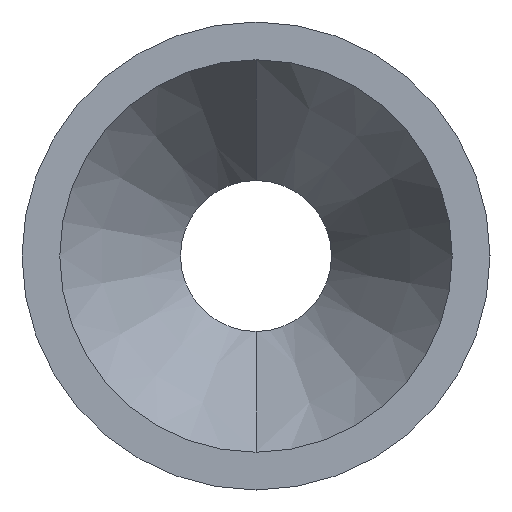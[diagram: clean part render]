
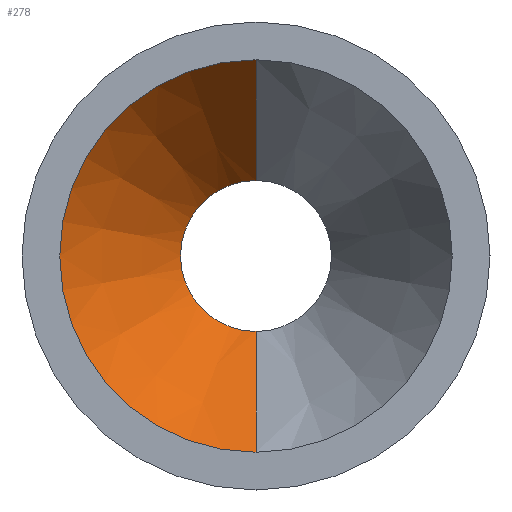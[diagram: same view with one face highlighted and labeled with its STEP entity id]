
A CAD part, front view. The second image highlights one B-rep face of the part: STEP entity #278.
In plain terms, the highlighted conical face has half-angle 30.964 degrees and reference radius 1.3 mm.
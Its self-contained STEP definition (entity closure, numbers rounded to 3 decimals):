
#23 = EDGE_CURVE ( 'NONE', #330, #534, #282, .T. ) ;
#28 = DIRECTION ( 'NONE',  ( 0., 0., 1. ) ) ;
#66 = VERTEX_POINT ( 'NONE', #606 ) ;
#89 = CARTESIAN_POINT ( 'NONE',  ( 0., -2.5, 0. ) ) ;
#110 = AXIS2_PLACEMENT_3D ( 'NONE', #552, #413, #220 ) ;
#125 = ORIENTED_EDGE ( 'NONE', *, *, #299, .T. ) ;
#149 = EDGE_LOOP ( 'NONE', ( #125, #590, #591, #223 ) ) ;
#164 = VECTOR ( 'NONE', #361, 1000. ) ;
#166 = DIRECTION ( 'NONE',  ( 0., 1., 0. ) ) ;
#170 = DIRECTION ( 'NONE',  ( 0., -0.857, -0.514 ) ) ;
#179 = VECTOR ( 'NONE', #170, 1000. ) ;
#183 = AXIS2_PLACEMENT_3D ( 'NONE', #329, #378, #190 ) ;
#190 = DIRECTION ( 'NONE',  ( 0., 0., -1. ) ) ;
#220 = DIRECTION ( 'NONE',  ( 0., 0., 1. ) ) ;
#223 = ORIENTED_EDGE ( 'NONE', *, *, #400, .F. ) ;
#231 = CIRCLE ( 'NONE', #110, 0.5 ) ;
#249 = FACE_OUTER_BOUND ( 'NONE', #149, .T. ) ;
#278 = ADVANCED_FACE ( 'NONE', ( #249 ), #393, .F. ) ;
#282 = LINE ( 'NONE', #555, #164 ) ;
#283 = AXIS2_PLACEMENT_3D ( 'NONE', #89, #166, #28 ) ;
#299 = EDGE_CURVE ( 'NONE', #426, #330, #231, .T. ) ;
#329 = CARTESIAN_POINT ( 'NONE',  ( 0., -2.5, 0. ) ) ;
#330 = VERTEX_POINT ( 'NONE', #469 ) ;
#361 = DIRECTION ( 'NONE',  ( 0., -0.857, 0.514 ) ) ;
#364 = EDGE_CURVE ( 'NONE', #66, #534, #389, .T. ) ;
#378 = DIRECTION ( 'NONE',  ( 0., -1., 0. ) ) ;
#389 = CIRCLE ( 'NONE', #283, 1.3 ) ;
#393 = CONICAL_SURFACE ( 'NONE', #183, 1.3, 0.54 ) ;
#400 = EDGE_CURVE ( 'NONE', #426, #66, #610, .T. ) ;
#413 = DIRECTION ( 'NONE',  ( 0., 1., 0. ) ) ;
#415 = CARTESIAN_POINT ( 'NONE',  ( 0., -2.5, -1.3 ) ) ;
#426 = VERTEX_POINT ( 'NONE', #451 ) ;
#451 = CARTESIAN_POINT ( 'NONE',  ( 0., -1.167, -0.5 ) ) ;
#469 = CARTESIAN_POINT ( 'NONE',  ( 0., -1.167, 0.5 ) ) ;
#534 = VERTEX_POINT ( 'NONE', #611 ) ;
#552 = CARTESIAN_POINT ( 'NONE',  ( 0., -1.167, 0. ) ) ;
#555 = CARTESIAN_POINT ( 'NONE',  ( 0., -2.5, 1.3 ) ) ;
#590 = ORIENTED_EDGE ( 'NONE', *, *, #23, .T. ) ;
#591 = ORIENTED_EDGE ( 'NONE', *, *, #364, .F. ) ;
#606 = CARTESIAN_POINT ( 'NONE',  ( 0., -2.5, -1.3 ) ) ;
#610 = LINE ( 'NONE', #415, #179 ) ;
#611 = CARTESIAN_POINT ( 'NONE',  ( 0., -2.5, 1.3 ) ) ;
